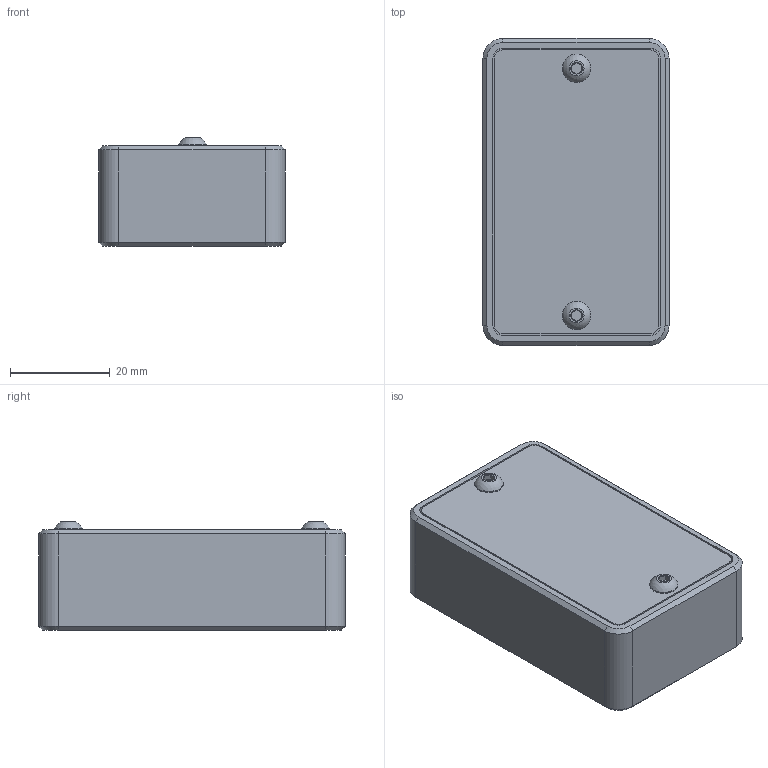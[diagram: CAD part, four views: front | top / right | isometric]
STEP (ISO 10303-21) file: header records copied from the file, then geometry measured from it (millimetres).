
FILE_DESCRIPTION(/* description */ ('','CAx-IF Rec.Pracs.---Representation and Presentation of Product Manufacturing Information (PMI)---4.0---2014-10-13'),/* implementation_level */ '2;1');
FILE_NAME(/* name */ 'GR Yaris Startup Controller.step',/* time_stamp */ '2025-03-10T21:25:23Z',/* author */ (''),/* organization */ (''),/* preprocessor_version */ 'ST-DEVELOPER v20',/* originating_system */ 'Autodesk Translation Framework v13.20.0.188',/* authorisation */ '');
FILE_SCHEMA (('AP242_MANAGED_MODEL_BASED_3D_ENGINEERING_MIM_LF { 1 0 10303 442 1 1 4 }'));
Length unit declared in the file: millimetre
Products named in the file (14): GR Yaris Controller Housing; GR Yaris 1; ATtiny85-DevBoard-USB-C; Weidmuller7WayTerminal1607090000.3dshapes; GR Yaris_PCB; SOT-23; R_0805_2012Metric; Housing; Cover; 94180A331_NO THREADS_Tapered Heat-Set Inserts for Plastic; 92095A182_NO THREADS_Button Head Hex Drive Screw; Spacer; 91294A128_NO THREADS_Black-Oxide Alloy Steel Hex Drive Flat Head Scre
w; 92095A179_NO THREADS_Button Head Hex Drive Screw
Assembly tree (34 placements, depth 3):
  GR Yaris Controller Housing
    GR Yaris 1
      SOT-23  x4
      R_0805_2012Metric  x12
      ATtiny85-DevBoard-USB-C
      Weidmuller7WayTerminal1607090000.3dshapes
      GR Yaris_PCB
    Housing
    Cover
    94180A331_NO THREADS_Tapered Heat-Set Inserts for Plastic  x5
    92095A182_NO THREADS_Button Head Hex Drive Screw  x2
    92095A179_NO THREADS_Button Head Hex Drive Screw  x3
    Spacer
    91294A128_NO THREADS_Black-Oxide Alloy Steel Hex Drive Flat Head Scre
w
Bounding box: 37.35 x 61.6 x 21.8 mm (x, y, z)
Volume: 35405.7 mm3; surface area: 24313.7 mm2
Topology: 42 solids, 42 shells, 2375 faces, 5956 edges, 3703 vertices
Faces by surface type: plane 1306, cylinder 524, bspline 480, cone 60, sphere 5
Full cylindrical faces by diameter (mm): 1 x18, 1.2 x2, 1.3 x7, 1.8 x2, 1.85 x4, 2.2 x2, 3 x12, 3.1 x2, 3.2 x1, 3.3 x2, 3.4 x2, 4.5 x5, 4.697 x5, 5.05 x5, 5.56 x5, 5.7 x5
Entity records: 39749 total; most frequent: CARTESIAN_POINT 14583, ORIENTED_EDGE 5162, DIRECTION 4957, EDGE_CURVE 2581, LINE 1915, VECTOR 1915, VERTEX_POINT 1651, AXIS2_PLACEMENT_3D 1521
